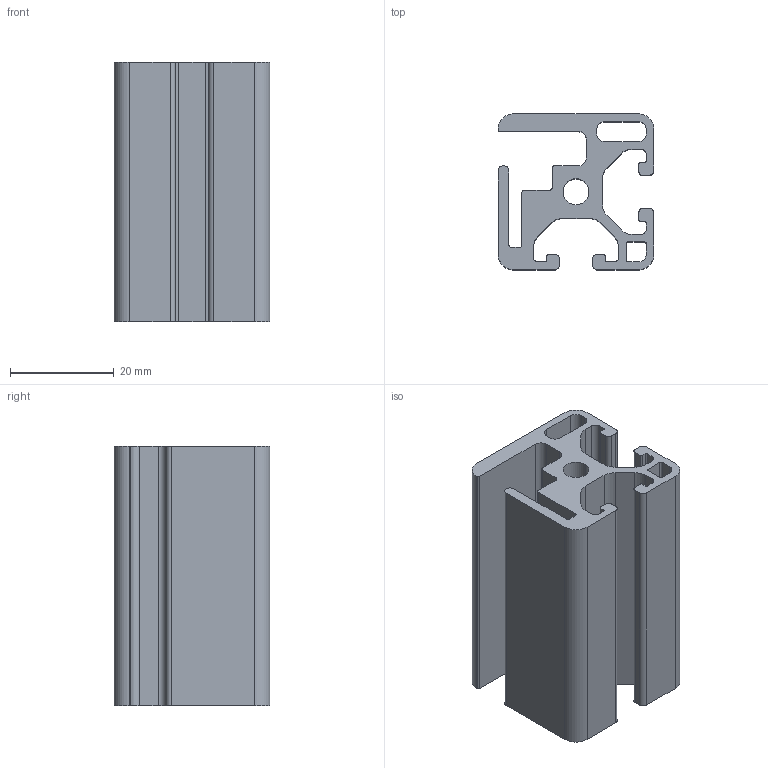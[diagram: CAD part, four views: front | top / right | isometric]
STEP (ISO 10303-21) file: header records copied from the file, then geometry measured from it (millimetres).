
FILE_DESCRIPTION (( 'STEP AP214' ), '1' );
FILE_NAME ('SAFE06E1863-Profilé d''encadrement 6 30x30.step', '2023-03-24T10:11:33', ( 'Altae' ), ( '' ), 'SwSTEP 2.0', 'SolidWorks 2021', '' );
FILE_SCHEMA (( 'AUTOMOTIVE_DESIGN' ));
Length unit declared in the file: millimetre
Products named in the file (1): SAFE06E1863-Profilé d''encadrement 6 30x30
Bounding box: 30 x 30 x 50 mm (x, y, z)
Volume: 20249.5 mm3; surface area: 16058.9 mm2
Topology: 1 solids, 1 shells, 104 faces, 306 edges, 204 vertices
Faces by surface type: cylinder 52, plane 52
Entity records: 3540 total; most frequent: DIRECTION 620, CARTESIAN_POINT 615, ORIENTED_EDGE 612, EDGE_CURVE 306, AXIS2_PLACEMENT_3D 209, VERTEX_POINT 204, LINE 202, VECTOR 202
